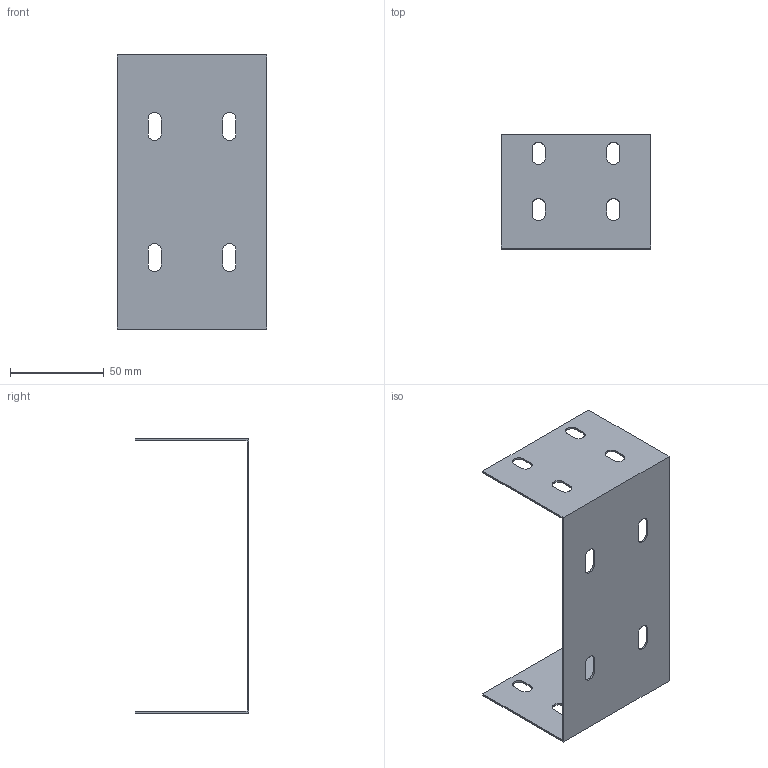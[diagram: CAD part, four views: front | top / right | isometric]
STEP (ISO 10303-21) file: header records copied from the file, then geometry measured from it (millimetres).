
FILE_DESCRIPTION(/* description */ (''),/* implementation_level */ '2;1');
FILE_NAME(/* name */ 'SPplus-80x150x80.ipt.stp',/* time_stamp */ '2023-05-26T09:29:58+03:00',/* author */ ('Ртищев А.О.'),/* organization */ (''),/* preprocessor_version */ 'ST-DEVELOPER v19.2',/* originating_system */ 'Autodesk Inventor 2023',/* authorisation */ '');
FILE_SCHEMA (('AUTOMOTIVE_DESIGN { 1 0 10303 214 3 1 1 }'));
Length unit declared in the file: millimetre
Products named in the file (1): Соединительная пластина 
внутр. 80х150
Bounding box: 80 x 60.87 x 146.74 mm (x, y, z)
Volume: 20352.3 mm3; surface area: 41805.4 mm2
Topology: 1 solids, 1 shells, 66 faces, 192 edges, 128 vertices
Faces by surface type: plane 42, cylinder 24
Entity records: 2350 total; most frequent: CARTESIAN_POINT 387, ORIENTED_EDGE 384, DIRECTION 374, EDGE_CURVE 192, LINE 144, VECTOR 144, VERTEX_POINT 128, AXIS2_PLACEMENT_3D 115
